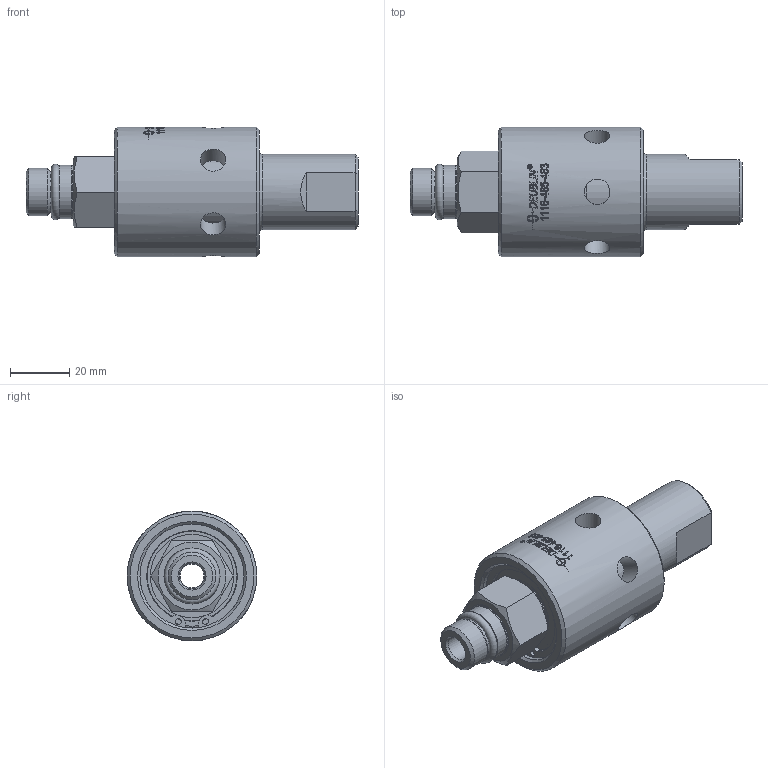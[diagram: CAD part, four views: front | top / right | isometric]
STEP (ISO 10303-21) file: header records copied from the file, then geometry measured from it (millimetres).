
FILE_DESCRIPTION((''),'2;1');
FILE_NAME('1116-485-463-IC.stp','2014-09-09T13:46:53',('fdahl'),(''),'Autodesk Inventor 2013','Autodesk Inventor 2013','');
FILE_SCHEMA(('AUTOMOTIVE_DESIGN { 1 0 10303 214 1 1 1 1 }'));
Length unit declared in the file: millimetre
Products named in the file (1): 1116-485-463_Shrinkwrap_1
Bounding box: 111.9 x 43.7 x 43.7 mm (x, y, z)
Volume: 85778.5 mm3; surface area: 23179.6 mm2
Topology: 1 solids, 4 shells, 478 faces, 1267 edges, 837 vertices
Faces by surface type: plane 257, bspline 117, cylinder 79, cone 13, torus 12
Full cylindrical faces by diameter (mm): 1.981 x2, 7.925 x1, 8.5 x1, 8.6 x6, 11 x1, 11.445 x1, 13.5 x2, 14.48 x1, 15 x1, 16 x1, 17.991 x1, 19.84 x1, 21.675 x1, 25.4 x3, 25.8 x1, 28.063 x1, 28.52 x1, 30.125 x1, 30.4 x1, 35 x1, 35.08 x2, 37.25 x1, 43.7 x1
Entity records: 17563 total; most frequent: CARTESIAN_POINT 6276, ORIENTED_EDGE 2364, DIRECTION 2107, EDGE_CURVE 1182, AXIS2_PLACEMENT_3D 839, VERTEX_POINT 809, EDGE_LOOP 607, FACE_OUTER_BOUND 478
